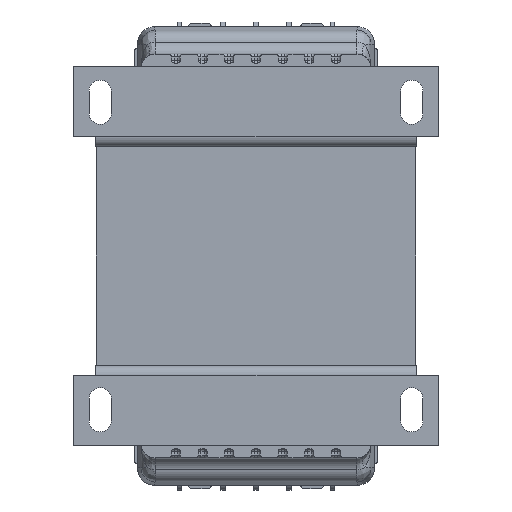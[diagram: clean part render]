
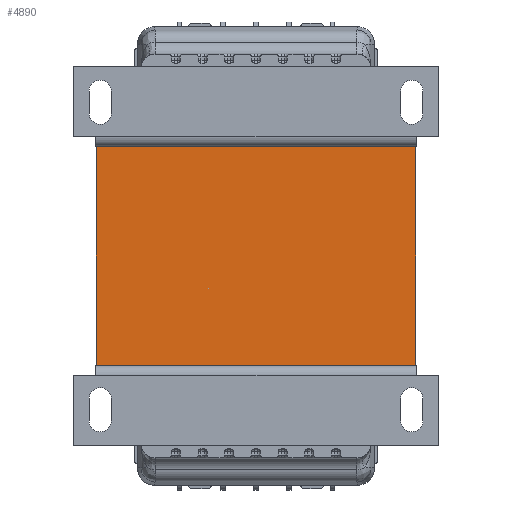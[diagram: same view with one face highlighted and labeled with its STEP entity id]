
A CAD part, front view. The second image highlights one B-rep face of the part: STEP entity #4890.
In plain terms, the highlighted planar face has unit normal (0, -1, 0).
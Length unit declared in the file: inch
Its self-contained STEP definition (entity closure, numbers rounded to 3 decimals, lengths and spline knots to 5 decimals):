
#366 = DIRECTION ( 'NONE',  ( 0., 0., -1. ) ) ;
#1311 = VERTEX_POINT ( 'NONE', #11048 ) ;
#2603 = CARTESIAN_POINT ( 'NONE',  ( -2.24409, -3.74016, 1.53543 ) ) ;
#3257 = VECTOR ( 'NONE', #8617, 39.37008 ) ;
#3450 = CARTESIAN_POINT ( 'NONE',  ( 2.24409, -3.74016, -1.53543 ) ) ;
#4890 = ADVANCED_FACE ( 'NONE', ( #15128 ), #21295, .F. ) ;
#5132 = AXIS2_PLACEMENT_3D ( 'NONE', #13067, #6516, #18061 ) ;
#5484 = CARTESIAN_POINT ( 'NONE',  ( -2.24409, -3.74016, 1.53543 ) ) ;
#5525 = VECTOR ( 'NONE', #19884, 39.37008 ) ;
#5700 = EDGE_CURVE ( 'NONE', #1311, #13501, #20790, .T. ) ;
#5993 = VERTEX_POINT ( 'NONE', #14690 ) ;
#6031 = LINE ( 'NONE', #18252, #5525 ) ;
#6174 = LINE ( 'NONE', #2603, #19336 ) ;
#6516 = DIRECTION ( 'NONE',  ( 0., 1., 0. ) ) ;
#6626 = ORIENTED_EDGE ( 'NONE', *, *, #15511, .F. ) ;
#6639 = EDGE_CURVE ( 'NONE', #18196, #1311, #6031, .T. ) ;
#6910 = CARTESIAN_POINT ( 'NONE',  ( 2.24409, -3.74016, 1.53543 ) ) ;
#7373 = VECTOR ( 'NONE', #366, 39.37008 ) ;
#8617 = DIRECTION ( 'NONE',  ( 0., 0., 1. ) ) ;
#8876 = ORIENTED_EDGE ( 'NONE', *, *, #5700, .F. ) ;
#11048 = CARTESIAN_POINT ( 'NONE',  ( -2.24409, -3.74016, -1.53543 ) ) ;
#13067 = CARTESIAN_POINT ( 'NONE',  ( 0., -3.74016, 0. ) ) ;
#13501 = VERTEX_POINT ( 'NONE', #5484 ) ;
#14478 = ORIENTED_EDGE ( 'NONE', *, *, #20861, .F. ) ;
#14690 = CARTESIAN_POINT ( 'NONE',  ( 2.24409, -3.74016, 1.53543 ) ) ;
#15128 = FACE_OUTER_BOUND ( 'NONE', #16713, .T. ) ;
#15511 = EDGE_CURVE ( 'NONE', #5993, #18196, #20529, .T. ) ;
#16713 = EDGE_LOOP ( 'NONE', ( #14478, #8876, #17000, #6626 ) ) ;
#17000 = ORIENTED_EDGE ( 'NONE', *, *, #6639, .F. ) ;
#18061 = DIRECTION ( 'NONE',  ( -1., 0., 0. ) ) ;
#18196 = VERTEX_POINT ( 'NONE', #3450 ) ;
#18252 = CARTESIAN_POINT ( 'NONE',  ( 2.24409, -3.74016, -1.53543 ) ) ;
#18514 = CARTESIAN_POINT ( 'NONE',  ( -2.24409, -3.74016, -1.53543 ) ) ;
#19336 = VECTOR ( 'NONE', #20675, 39.37008 ) ;
#19884 = DIRECTION ( 'NONE',  ( -1., 0., 0. ) ) ;
#20529 = LINE ( 'NONE', #6910, #7373 ) ;
#20675 = DIRECTION ( 'NONE',  ( 1., 0., 0. ) ) ;
#20790 = LINE ( 'NONE', #18514, #3257 ) ;
#20861 = EDGE_CURVE ( 'NONE', #13501, #5993, #6174, .T. ) ;
#21295 = PLANE ( 'NONE',  #5132 ) ;
